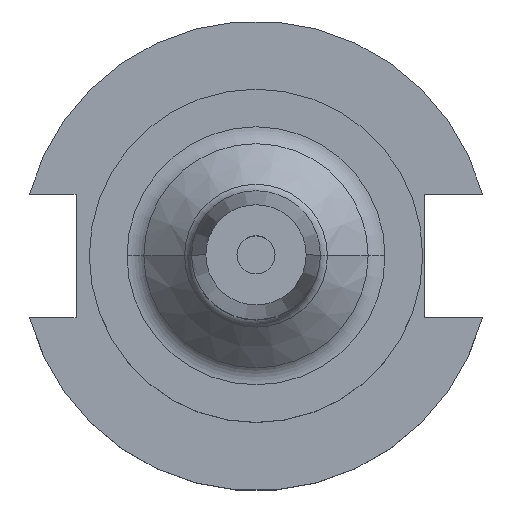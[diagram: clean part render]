
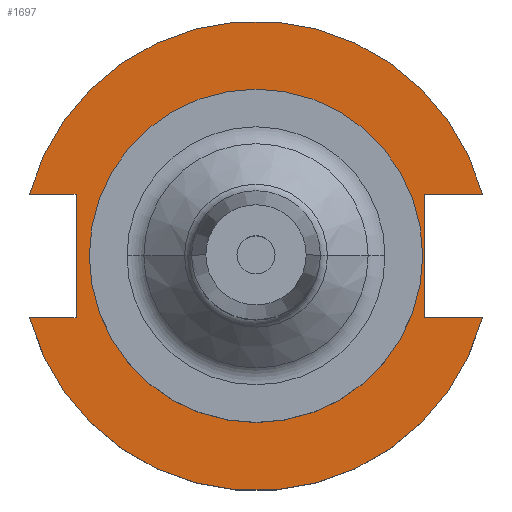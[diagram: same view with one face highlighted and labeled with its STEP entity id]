
A CAD part, top view. The second image highlights one B-rep face of the part: STEP entity #1697.
In plain terms, the highlighted planar face has unit normal (0, 0, 1).
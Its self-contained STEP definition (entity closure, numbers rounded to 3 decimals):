
#23 = VECTOR ( 'NONE', #1377, 1000. ) ;
#52 = DIRECTION ( 'NONE',  ( 0., 0., 1. ) ) ;
#118 = VERTEX_POINT ( 'NONE', #916 ) ;
#128 = CARTESIAN_POINT ( 'NONE',  ( 47.477, 12.954, 19.05 ) ) ;
#156 = ORIENTED_EDGE ( 'NONE', *, *, #1212, .T. ) ;
#184 = VECTOR ( 'NONE', #442, 1000. ) ;
#216 = EDGE_CURVE ( 'NONE', #1233, #353, #711, .T. ) ;
#243 = CARTESIAN_POINT ( 'NONE',  ( 35.306, 12.954, 19.05 ) ) ;
#273 = EDGE_CURVE ( 'NONE', #1293, #118, #1614, .T. ) ;
#284 = VERTEX_POINT ( 'NONE', #128 ) ;
#353 = VERTEX_POINT ( 'NONE', #410 ) ;
#355 = CARTESIAN_POINT ( 'NONE',  ( -37.719, -12.954, 19.05 ) ) ;
#381 = DIRECTION ( 'NONE',  ( 1., 0., 0. ) ) ;
#403 = DIRECTION ( 'NONE',  ( -1., 0., 0. ) ) ;
#404 = CARTESIAN_POINT ( 'NONE',  ( 0., 0., 19.05 ) ) ;
#406 = LINE ( 'NONE', #1319, #23 ) ;
#410 = CARTESIAN_POINT ( 'NONE',  ( 47.477, -12.954, 19.05 ) ) ;
#416 = CARTESIAN_POINT ( 'NONE',  ( 34.925, 0., 19.05 ) ) ;
#423 = EDGE_LOOP ( 'NONE', ( #477, #1338 ) ) ;
#428 = VECTOR ( 'NONE', #710, 1000. ) ;
#442 = DIRECTION ( 'NONE',  ( -1., 0., 0. ) ) ;
#453 = EDGE_CURVE ( 'NONE', #284, #698, #1011, .T. ) ;
#469 = DIRECTION ( 'NONE',  ( 0., 0., 1. ) ) ;
#477 = ORIENTED_EDGE ( 'NONE', *, *, #273, .F. ) ;
#490 = DIRECTION ( 'NONE',  ( 1., 0., 0. ) ) ;
#510 = AXIS2_PLACEMENT_3D ( 'NONE', #1299, #636, #737 ) ;
#514 = CIRCLE ( 'NONE', #1683, 49.212 ) ;
#555 = DIRECTION ( 'NONE',  ( 1., 0., 0. ) ) ;
#572 = VECTOR ( 'NONE', #490, 1000. ) ;
#576 = FACE_BOUND ( 'NONE', #423, .T. ) ;
#581 = DIRECTION ( 'NONE',  ( 1., 0., 0. ) ) ;
#586 = CARTESIAN_POINT ( 'NONE',  ( 0., 49.212, 19.05 ) ) ;
#616 = CARTESIAN_POINT ( 'NONE',  ( -63.719, 12.954, 19.05 ) ) ;
#621 = VECTOR ( 'NONE', #403, 1000. ) ;
#636 = DIRECTION ( 'NONE',  ( 0., 0., 1. ) ) ;
#672 = EDGE_CURVE ( 'NONE', #1239, #1664, #406, .T. ) ;
#698 = VERTEX_POINT ( 'NONE', #243 ) ;
#703 = CARTESIAN_POINT ( 'NONE',  ( 0., 0., 19.05 ) ) ;
#710 = DIRECTION ( 'NONE',  ( 0., -1., 0. ) ) ;
#711 = LINE ( 'NONE', #781, #572 ) ;
#713 = DIRECTION ( 'NONE',  ( 0., 0., 1. ) ) ;
#727 = EDGE_CURVE ( 'NONE', #922, #1239, #767, .T. ) ;
#730 = DIRECTION ( 'NONE',  ( 1., 0., 0. ) ) ;
#737 = DIRECTION ( 'NONE',  ( 1., 0., 0. ) ) ;
#758 = CIRCLE ( 'NONE', #510, 49.212 ) ;
#767 = LINE ( 'NONE', #1649, #1056 ) ;
#781 = CARTESIAN_POINT ( 'NONE',  ( 35.306, -12.954, 19.05 ) ) ;
#786 = LINE ( 'NONE', #1342, #428 ) ;
#792 = CARTESIAN_POINT ( 'NONE',  ( 35.306, 12.954, 19.05 ) ) ;
#825 = CARTESIAN_POINT ( 'NONE',  ( 35.306, -12.954, 19.05 ) ) ;
#843 = CARTESIAN_POINT ( 'NONE',  ( 0., 0., 19.05 ) ) ;
#854 = PLANE ( 'NONE',  #1360 ) ;
#875 = ORIENTED_EDGE ( 'NONE', *, *, #216, .F. ) ;
#902 = EDGE_CURVE ( 'NONE', #698, #1233, #786, .T. ) ;
#916 = CARTESIAN_POINT ( 'NONE',  ( -34.925, 0., 19.05 ) ) ;
#922 = VERTEX_POINT ( 'NONE', #1419 ) ;
#924 = EDGE_LOOP ( 'NONE', ( #964, #875, #1191, #1562, #156, #1220, #1070, #1211 ) ) ;
#930 = LINE ( 'NONE', #616, #184 ) ;
#964 = ORIENTED_EDGE ( 'NONE', *, *, #1120, .T. ) ;
#969 = VERTEX_POINT ( 'NONE', #1597 ) ;
#1011 = LINE ( 'NONE', #792, #621 ) ;
#1056 = VECTOR ( 'NONE', #1655, 1000. ) ;
#1062 = EDGE_CURVE ( 'NONE', #1664, #969, #930, .T. ) ;
#1070 = ORIENTED_EDGE ( 'NONE', *, *, #672, .F. ) ;
#1120 = EDGE_CURVE ( 'NONE', #922, #353, #514, .T. ) ;
#1191 = ORIENTED_EDGE ( 'NONE', *, *, #902, .F. ) ;
#1211 = ORIENTED_EDGE ( 'NONE', *, *, #727, .F. ) ;
#1212 = EDGE_CURVE ( 'NONE', #284, #969, #758, .T. ) ;
#1220 = ORIENTED_EDGE ( 'NONE', *, *, #1062, .F. ) ;
#1233 = VERTEX_POINT ( 'NONE', #825 ) ;
#1239 = VERTEX_POINT ( 'NONE', #355 ) ;
#1293 = VERTEX_POINT ( 'NONE', #416 ) ;
#1299 = CARTESIAN_POINT ( 'NONE',  ( 0., 0., 19.05 ) ) ;
#1319 = CARTESIAN_POINT ( 'NONE',  ( -37.719, 12.954, 19.05 ) ) ;
#1338 = ORIENTED_EDGE ( 'NONE', *, *, #1516, .F. ) ;
#1342 = CARTESIAN_POINT ( 'NONE',  ( 35.306, 12.954, 19.05 ) ) ;
#1360 = AXIS2_PLACEMENT_3D ( 'NONE', #586, #469, #581 ) ;
#1377 = DIRECTION ( 'NONE',  ( 0., 1., 0. ) ) ;
#1394 = AXIS2_PLACEMENT_3D ( 'NONE', #404, #52, #381 ) ;
#1419 = CARTESIAN_POINT ( 'NONE',  ( -47.477, -12.954, 19.05 ) ) ;
#1455 = CARTESIAN_POINT ( 'NONE',  ( -37.719, 12.954, 19.05 ) ) ;
#1516 = EDGE_CURVE ( 'NONE', #118, #1293, #1687, .T. ) ;
#1546 = DIRECTION ( 'NONE',  ( 0., 0., 1. ) ) ;
#1562 = ORIENTED_EDGE ( 'NONE', *, *, #453, .F. ) ;
#1597 = CARTESIAN_POINT ( 'NONE',  ( -47.477, 12.954, 19.05 ) ) ;
#1614 = CIRCLE ( 'NONE', #1690, 34.925 ) ;
#1649 = CARTESIAN_POINT ( 'NONE',  ( -63.719, -12.954, 19.05 ) ) ;
#1655 = DIRECTION ( 'NONE',  ( 1., 0., 0. ) ) ;
#1664 = VERTEX_POINT ( 'NONE', #1455 ) ;
#1683 = AXIS2_PLACEMENT_3D ( 'NONE', #843, #713, #730 ) ;
#1687 = CIRCLE ( 'NONE', #1394, 34.925 ) ;
#1690 = AXIS2_PLACEMENT_3D ( 'NONE', #703, #1546, #555 ) ;
#1697 = ADVANCED_FACE ( 'NONE', ( #576, #1764 ), #854, .T. ) ;
#1764 = FACE_OUTER_BOUND ( 'NONE', #924, .T. ) ;
